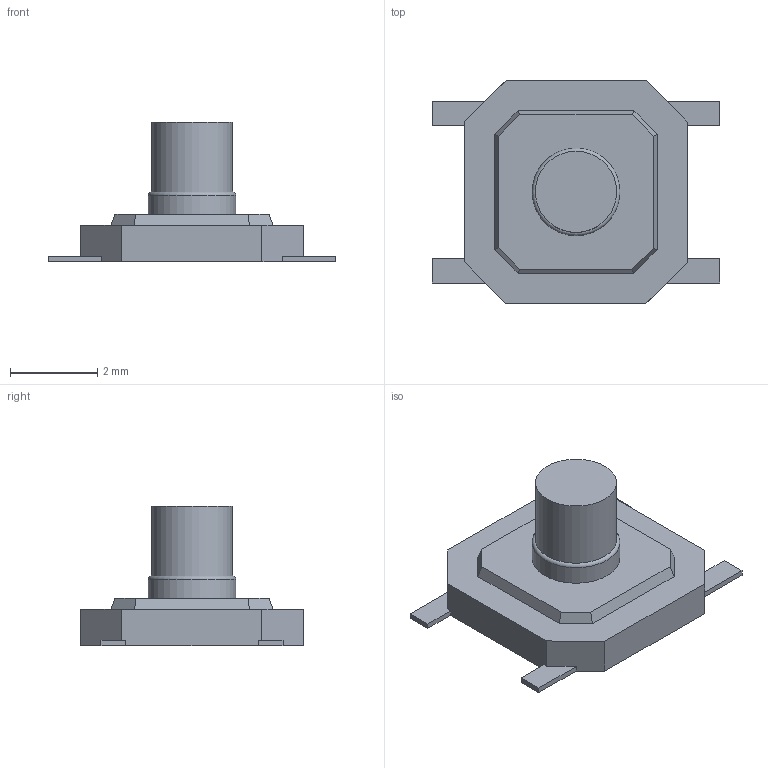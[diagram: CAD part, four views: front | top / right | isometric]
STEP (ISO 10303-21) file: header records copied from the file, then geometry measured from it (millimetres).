
FILE_DESCRIPTION(/* description */ (''),/* implementation_level */ '2;1');
FILE_NAME(/* name */ 'tact.step',/* time_stamp */ '2022-05-29T20:07:54-03:00',/* author */ (''),/* organization */ (''),/* preprocessor_version */ 'ST-DEVELOPER v19',/* originating_system */ 'Autodesk Translation Framework v11.7.0.108',/* authorisation */ '');
FILE_SCHEMA (('AUTOMOTIVE_DESIGN { 1 0 10303 214 3 1 1 }'));
Length unit declared in the file: millimetre
Products named in the file (1): Tactal Switch - SMD (5mmx 5mmx1.6mm)
Bounding box: 6.58 x 5.1 x 3.2 mm (x, y, z)
Volume: 29.4 mm3; surface area: 98.1 mm2
Topology: 1 solids, 21 shells, 211 faces, 499 edges, 332 vertices
Faces by surface type: plane 169, bspline 39, cylinder 2, torus 1
Full cylindrical faces by diameter (mm): 1.857 x1, 2.007 x1
Entity records: 6840 total; most frequent: CARTESIAN_POINT 2138, ORIENTED_EDGE 998, DIRECTION 772, EDGE_CURVE 499, LINE 416, VECTOR 416, VERTEX_POINT 332, EDGE_LOOP 225
